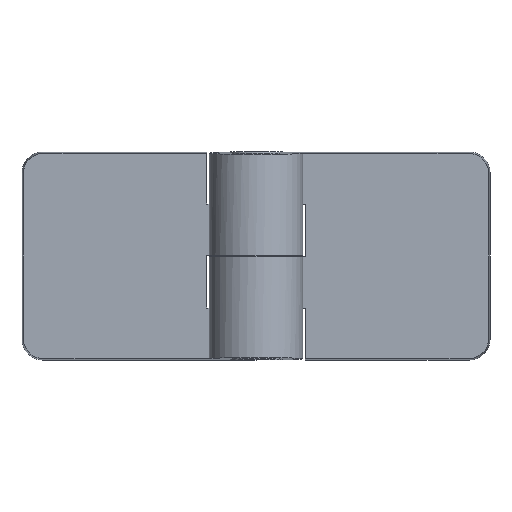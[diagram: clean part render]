
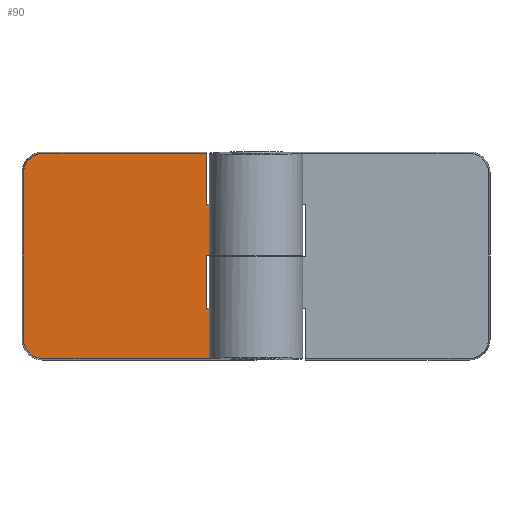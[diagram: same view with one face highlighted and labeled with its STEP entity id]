
A CAD part, front view. The second image highlights one B-rep face of the part: STEP entity #90.
In plain terms, the highlighted planar face has unit normal (0, -1, 0).
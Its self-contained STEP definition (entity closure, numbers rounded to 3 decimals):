
#90=ADVANCED_FACE('',(#199),#200,.T.);
#199=FACE_OUTER_BOUND('',#324,.T.);
#200=PLANE('',#325);
#324=EDGE_LOOP('',(#523,#524,#525,#526,#527,#528,#529,#530,#531,#532,#533,#534));
#325=AXIS2_PLACEMENT_3D('',#535,#536,#537);
#523=ORIENTED_EDGE('',*,*,#823,.T.);
#524=ORIENTED_EDGE('',*,*,#785,.T.);
#525=ORIENTED_EDGE('',*,*,#801,.T.);
#526=ORIENTED_EDGE('',*,*,#794,.F.);
#527=ORIENTED_EDGE('',*,*,#824,.F.);
#528=ORIENTED_EDGE('',*,*,#780,.T.);
#529=ORIENTED_EDGE('',*,*,#804,.F.);
#530=ORIENTED_EDGE('',*,*,#810,.F.);
#531=ORIENTED_EDGE('',*,*,#814,.F.);
#532=ORIENTED_EDGE('',*,*,#818,.F.);
#533=ORIENTED_EDGE('',*,*,#821,.F.);
#534=ORIENTED_EDGE('',*,*,#790,.T.);
#535=CARTESIAN_POINT('',(-25.0,0.7,0.));
#536=DIRECTION('',(0.0,-1.0,0.0));
#537=DIRECTION('',(1.0,0.0,0.0));
#780=EDGE_CURVE('',#933,#937,#939,.T.);
#785=EDGE_CURVE('',#941,#945,#947,.T.);
#790=EDGE_CURVE('',#949,#953,#955,.T.);
#794=EDGE_CURVE('',#961,#962,#963,.T.);
#801=EDGE_CURVE('',#945,#962,#973,.T.);
#804=EDGE_CURVE('',#976,#937,#977,.T.);
#810=EDGE_CURVE('',#984,#976,#986,.T.);
#814=EDGE_CURVE('',#990,#984,#992,.T.);
#818=EDGE_CURVE('',#996,#990,#998,.T.);
#821=EDGE_CURVE('',#949,#996,#1001,.T.);
#823=EDGE_CURVE('',#953,#941,#1003,.T.);
#824=EDGE_CURVE('',#933,#961,#1004,.T.);
#933=VERTEX_POINT('',#1147);
#937=VERTEX_POINT('',#1152);
#939=LINE('',#1155,#1156);
#941=VERTEX_POINT('',#1158);
#945=VERTEX_POINT('',#1163);
#947=LINE('',#1166,#1167);
#949=VERTEX_POINT('',#1169);
#953=VERTEX_POINT('',#1175);
#955=LINE('',#1177,#1178);
#961=VERTEX_POINT('',#1184);
#962=VERTEX_POINT('',#1185);
#963=LINE('',#1186,#1187);
#973=LINE('',#1199,#1200);
#976=VERTEX_POINT('',#1204);
#977=LINE('',#1205,#1206);
#984=VERTEX_POINT('',#1216);
#986=LINE('',#1219,#1220);
#990=VERTEX_POINT('',#1224);
#992=ELLIPSE('',#1227,4.003,4.0);
#996=VERTEX_POINT('',#1232);
#998=LINE('',#1235,#1236);
#1001=ELLIPSE('',#1239,4.003,4.0);
#1003=LINE('',#1241,#1242);
#1004=LINE('',#1243,#1244);
#1147=CARTESIAN_POINT('',(-8.973,0.7,10.0));
#1152=CARTESIAN_POINT('',(-9.5,0.7,10.0));
#1155=CARTESIAN_POINT('',(-8.973,0.7,10.0));
#1156=VECTOR('',#1415,0.527);
#1158=CARTESIAN_POINT('',(-8.973,0.7,-10.0));
#1163=CARTESIAN_POINT('',(-9.5,0.7,-10.0));
#1166=CARTESIAN_POINT('',(-8.973,0.7,-10.0));
#1167=VECTOR('',#1421,0.527);
#1169=CARTESIAN_POINT('',(-40.784,0.7,-19.783));
#1175=CARTESIAN_POINT('',(-8.973,0.7,-19.783));
#1177=CARTESIAN_POINT('',(-40.784,0.7,-19.783));
#1178=VECTOR('',#1427,31.811);
#1184=CARTESIAN_POINT('',(-8.973,0.7,0.1));
#1185=CARTESIAN_POINT('',(-9.5,0.7,0.1));
#1186=CARTESIAN_POINT('',(-8.973,0.7,0.1));
#1187=VECTOR('',#1434,0.527);
#1199=CARTESIAN_POINT('',(-9.5,0.7,-10.0));
#1200=VECTOR('',#1446,10.1);
#1204=CARTESIAN_POINT('',(-9.5,0.7,19.783));
#1205=CARTESIAN_POINT('',(-9.5,0.7,19.783));
#1206=VECTOR('',#1448,9.783);
#1216=CARTESIAN_POINT('',(-40.784,0.7,19.783));
#1219=CARTESIAN_POINT('',(-40.784,0.7,19.783));
#1220=VECTOR('',#1453,31.284);
#1224=CARTESIAN_POINT('',(-44.783,0.7,15.784));
#1227=AXIS2_PLACEMENT_3D('',#1458,#1459,#1460);
#1232=CARTESIAN_POINT('',(-44.783,0.7,-15.784));
#1235=CARTESIAN_POINT('',(-44.783,0.7,-15.784));
#1236=VECTOR('',#1463,31.568);
#1239=AXIS2_PLACEMENT_3D('',#1467,#1468,#1469);
#1241=CARTESIAN_POINT('',(-8.973,0.7,-19.783));
#1242=VECTOR('',#1470,9.783);
#1243=CARTESIAN_POINT('',(-8.973,0.7,10.0));
#1244=VECTOR('',#1471,9.9);
#1415=DIRECTION('',(-1.0,0.0,0.0));
#1421=DIRECTION('',(-1.0,0.0,0.0));
#1427=DIRECTION('',(1.0,0.0,0.0));
#1434=DIRECTION('',(-1.0,0.0,0.0));
#1446=DIRECTION('',(0.0,0.0,1.0));
#1448=DIRECTION('',(0.0,0.0,-1.0));
#1453=DIRECTION('',(1.0,0.0,0.0));
#1458=CARTESIAN_POINT('',(-40.781,0.7,15.781));
#1459=DIRECTION('',(0.,1.0,0.));
#1460=DIRECTION('',(-0.707,0.,0.707));
#1463=DIRECTION('',(0.0,0.0,1.0));
#1467=CARTESIAN_POINT('',(-40.781,0.7,-15.781));
#1468=DIRECTION('',(0.,1.0,0.));
#1469=DIRECTION('',(-0.707,0.,-0.707));
#1470=DIRECTION('',(0.0,0.0,1.0));
#1471=DIRECTION('',(0.0,0.0,-1.0));
